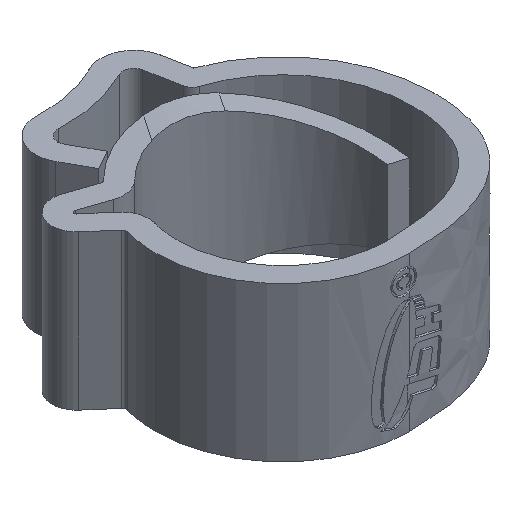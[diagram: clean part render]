
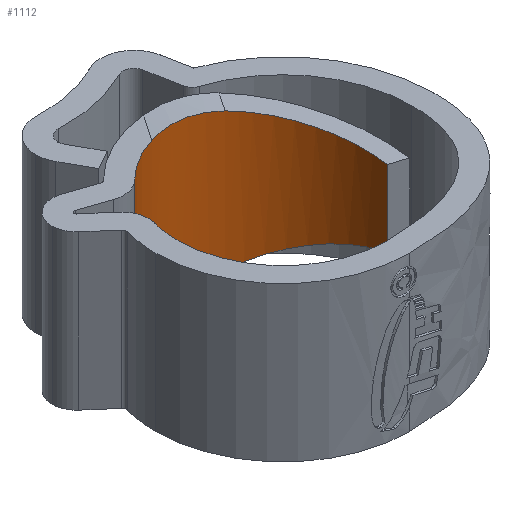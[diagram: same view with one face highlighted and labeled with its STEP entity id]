
A CAD part, isometric view. The second image highlights one B-rep face of the part: STEP entity #1112.
In plain terms, the highlighted cylindrical face has radius 4.75 mm (diameter 9.5 mm), a partial arc.
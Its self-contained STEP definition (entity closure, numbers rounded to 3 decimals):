
#23 = EDGE_CURVE ( 'NONE', #5171, #767, #6847, .T. ) ;
#84 = CARTESIAN_POINT ( 'NONE',  ( 0., 0., 3.5 ) ) ;
#125 =( BOUNDED_CURVE ( )  B_SPLINE_CURVE ( 3, ( #5051, #3408, #5121, #2397 ),
 .UNSPECIFIED., .F., .F. ) 
 B_SPLINE_CURVE_WITH_KNOTS ( ( 4, 4 ),
 ( 1.364, 2.549 ),
 .UNSPECIFIED. ) 
 CURVE ( )  GEOMETRIC_REPRESENTATION_ITEM ( )  RATIONAL_B_SPLINE_CURVE ( ( 1., 0.886, 0.886, 1. ) ) 
 REPRESENTATION_ITEM ( '' )  );
#157 = DIRECTION ( 'NONE',  ( -1., 0., 0. ) ) ;
#188 = FACE_OUTER_BOUND ( 'NONE', #2578, .T. ) ;
#240 = VECTOR ( 'NONE', #5203, 1000. ) ;
#398 = CARTESIAN_POINT ( 'NONE',  ( 1.283, 4.581, -3.258 ) ) ;
#499 = CARTESIAN_POINT ( 'NONE',  ( -0.867, 4.678, -3.496 ) ) ;
#538 = CARTESIAN_POINT ( 'NONE',  ( -1.134, 4.621, -3.5 ) ) ;
#727 = DIRECTION ( 'NONE',  ( 0., 0., 1. ) ) ;
#767 = VERTEX_POINT ( 'NONE', #794 ) ;
#794 = CARTESIAN_POINT ( 'NONE',  ( 1.786, 4.401, -3.123 ) ) ;
#814 = CIRCLE ( 'NONE', #1176, 4.75 ) ;
#951 = CARTESIAN_POINT ( 'NONE',  ( 1.786, 4.401, 3.123 ) ) ;
#965 = CARTESIAN_POINT ( 'NONE',  ( 4.75, 0., 3.5 ) ) ;
#998 = CARTESIAN_POINT ( 'NONE',  ( -0.053, 4.758, -3.453 ) ) ;
#1112 = ADVANCED_FACE ( 'NONE', ( #188 ), #2422, .F. ) ;
#1176 = AXIS2_PLACEMENT_3D ( 'NONE', #5129, #727, #3453 ) ;
#1256 = LINE ( 'NONE', #6891, #240 ) ;
#1311 = CIRCLE ( 'NONE', #7009, 4.75 ) ;
#1332 = CARTESIAN_POINT ( 'NONE',  ( 0., 0., -3.5 ) ) ;
#1511 = ORIENTED_EDGE ( 'NONE', *, *, #2505, .T. ) ;
#1570 = CARTESIAN_POINT ( 'NONE',  ( -0.864, 4.679, 3.495 ) ) ;
#1797 = ORIENTED_EDGE ( 'NONE', *, *, #3090, .T. ) ;
#1867 = CARTESIAN_POINT ( 'NONE',  ( 4.75, 0., -1.734 ) ) ;
#1984 = EDGE_CURVE ( 'NONE', #5170, #2411, #814, .T. ) ;
#2189 = CARTESIAN_POINT ( 'NONE',  ( -0.328, 4.746, -3.472 ) ) ;
#2266 = VERTEX_POINT ( 'NONE', #6732 ) ;
#2384 = CARTESIAN_POINT ( 'NONE',  ( 3.635, 3.651, 2.572 ) ) ;
#2397 = CARTESIAN_POINT ( 'NONE',  ( 4.75, 0., -1.734 ) ) ;
#2411 = VERTEX_POINT ( 'NONE', #2553 ) ;
#2417 = CARTESIAN_POINT ( 'NONE',  ( 4.75, 0., 1.734 ) ) ;
#2422 = CYLINDRICAL_SURFACE ( 'NONE', #3308, 4.75 ) ;
#2459 = CARTESIAN_POINT ( 'NONE',  ( 4.75, 1.996, 2.049 ) ) ;
#2505 = EDGE_CURVE ( 'NONE', #5618, #5170, #4886, .T. ) ;
#2553 = CARTESIAN_POINT ( 'NONE',  ( -3.359, 3.359, 3.5 ) ) ;
#2576 = ORIENTED_EDGE ( 'NONE', *, *, #5067, .F. ) ;
#2578 = EDGE_LOOP ( 'NONE', ( #4971, #5981, #1797, #2576, #3165, #1511, #5492, #3336 ) ) ;
#2627 = CARTESIAN_POINT ( 'NONE',  ( 1.286, 4.58, 3.257 ) ) ;
#2767 = CARTESIAN_POINT ( 'NONE',  ( 0.493, 4.732, -3.395 ) ) ;
#3090 = EDGE_CURVE ( 'NONE', #767, #6105, #125, .T. ) ;
#3103 = LINE ( 'NONE', #965, #5357 ) ;
#3165 = ORIENTED_EDGE ( 'NONE', *, *, #5584, .T. ) ;
#3308 = AXIS2_PLACEMENT_3D ( 'NONE', #84, #5737, #157 ) ;
#3336 = ORIENTED_EDGE ( 'NONE', *, *, #6130, .T. ) ;
#3408 = CARTESIAN_POINT ( 'NONE',  ( 3.635, 3.651, -2.572 ) ) ;
#3410 = CARTESIAN_POINT ( 'NONE',  ( -1.398, 4.54, 3.5 ) ) ;
#3453 = DIRECTION ( 'NONE',  ( 1., 0., 0. ) ) ;
#3459 = DIRECTION ( 'NONE',  ( 1., 0., 0. ) ) ;
#3533 = DIRECTION ( 'NONE',  ( 0., 0., 1. ) ) ;
#3780 = CARTESIAN_POINT ( 'NONE',  ( 0.76, 4.696, -3.357 ) ) ;
#3812 = CARTESIAN_POINT ( 'NONE',  ( 1.54, 4.501, 3.197 ) ) ;
#4379 =( BOUNDED_CURVE ( )  B_SPLINE_CURVE ( 3, ( #2417, #2459, #2384, #6899 ),
 .UNSPECIFIED., .F., .F. ) 
 B_SPLINE_CURVE_WITH_KNOTS ( ( 4, 4 ),
 ( 0.592, 1.778 ),
 .UNSPECIFIED. ) 
 CURVE ( )  GEOMETRIC_REPRESENTATION_ITEM ( )  RATIONAL_B_SPLINE_CURVE ( ( 1., 0.886, 0.886, 1. ) ) 
 REPRESENTATION_ITEM ( '' )  );
#4403 = CARTESIAN_POINT ( 'NONE',  ( -0.053, 4.758, 3.453 ) ) ;
#4879 = CARTESIAN_POINT ( 'NONE',  ( 1.786, 4.401, -3.123 ) ) ;
#4886 = B_SPLINE_CURVE_WITH_KNOTS ( 'NONE', 3,
 ( #951, #3812, #2627, #5451, #6040, #4403, #6557, #1570, #6625, #5380 ),
 .UNSPECIFIED., .F., .F.,
 ( 4, 2, 2, 2, 4 ),
 ( 0., 0.001, 0.002, 0.002, 0.003 ),
 .UNSPECIFIED. ) ;
#4971 = ORIENTED_EDGE ( 'NONE', *, *, #6138, .F. ) ;
#5051 = CARTESIAN_POINT ( 'NONE',  ( 1.786, 4.401, -3.123 ) ) ;
#5067 = EDGE_CURVE ( 'NONE', #2266, #6105, #3103, .T. ) ;
#5121 = CARTESIAN_POINT ( 'NONE',  ( 4.75, 1.996, -2.049 ) ) ;
#5129 = CARTESIAN_POINT ( 'NONE',  ( 0., 0., 3.5 ) ) ;
#5170 = VERTEX_POINT ( 'NONE', #3410 ) ;
#5171 = VERTEX_POINT ( 'NONE', #5673 ) ;
#5203 = DIRECTION ( 'NONE',  ( 0., 0., -1. ) ) ;
#5357 = VECTOR ( 'NONE', #5392, 1000. ) ;
#5380 = CARTESIAN_POINT ( 'NONE',  ( -1.398, 4.54, 3.5 ) ) ;
#5392 = DIRECTION ( 'NONE',  ( 0., 0., -1. ) ) ;
#5451 = CARTESIAN_POINT ( 'NONE',  ( 0.763, 4.696, 3.357 ) ) ;
#5492 = ORIENTED_EDGE ( 'NONE', *, *, #1984, .T. ) ;
#5584 = EDGE_CURVE ( 'NONE', #2266, #5618, #4379, .T. ) ;
#5618 = VERTEX_POINT ( 'NONE', #6857 ) ;
#5673 = CARTESIAN_POINT ( 'NONE',  ( -1.398, 4.54, -3.5 ) ) ;
#5737 = DIRECTION ( 'NONE',  ( 0., 0., -1. ) ) ;
#5970 = CARTESIAN_POINT ( 'NONE',  ( -1.398, 4.54, -3.5 ) ) ;
#5981 = ORIENTED_EDGE ( 'NONE', *, *, #23, .T. ) ;
#6040 = CARTESIAN_POINT ( 'NONE',  ( 0.493, 4.732, 3.395 ) ) ;
#6105 = VERTEX_POINT ( 'NONE', #1867 ) ;
#6130 = EDGE_CURVE ( 'NONE', #2411, #6922, #1256, .T. ) ;
#6138 = EDGE_CURVE ( 'NONE', #5171, #6922, #1311, .T. ) ;
#6557 = CARTESIAN_POINT ( 'NONE',  ( -0.324, 4.747, 3.472 ) ) ;
#6571 = CARTESIAN_POINT ( 'NONE',  ( -3.359, 3.359, -3.5 ) ) ;
#6625 = CARTESIAN_POINT ( 'NONE',  ( -1.134, 4.621, 3.5 ) ) ;
#6732 = CARTESIAN_POINT ( 'NONE',  ( 4.75, 0., 1.734 ) ) ;
#6847 = B_SPLINE_CURVE_WITH_KNOTS ( 'NONE', 3,
 ( #5970, #538, #499, #2189, #998, #2767, #3780, #398, #7069, #4879 ),
 .UNSPECIFIED., .F., .F.,
 ( 4, 2, 2, 2, 4 ),
 ( 0., 0.001, 0.002, 0.002, 0.003 ),
 .UNSPECIFIED. ) ;
#6857 = CARTESIAN_POINT ( 'NONE',  ( 1.786, 4.401, 3.123 ) ) ;
#6891 = CARTESIAN_POINT ( 'NONE',  ( -3.359, 3.359, 3.5 ) ) ;
#6899 = CARTESIAN_POINT ( 'NONE',  ( 1.786, 4.401, 3.123 ) ) ;
#6922 = VERTEX_POINT ( 'NONE', #6571 ) ;
#7009 = AXIS2_PLACEMENT_3D ( 'NONE', #1332, #3533, #3459 ) ;
#7069 = CARTESIAN_POINT ( 'NONE',  ( 1.54, 4.501, -3.197 ) ) ;
